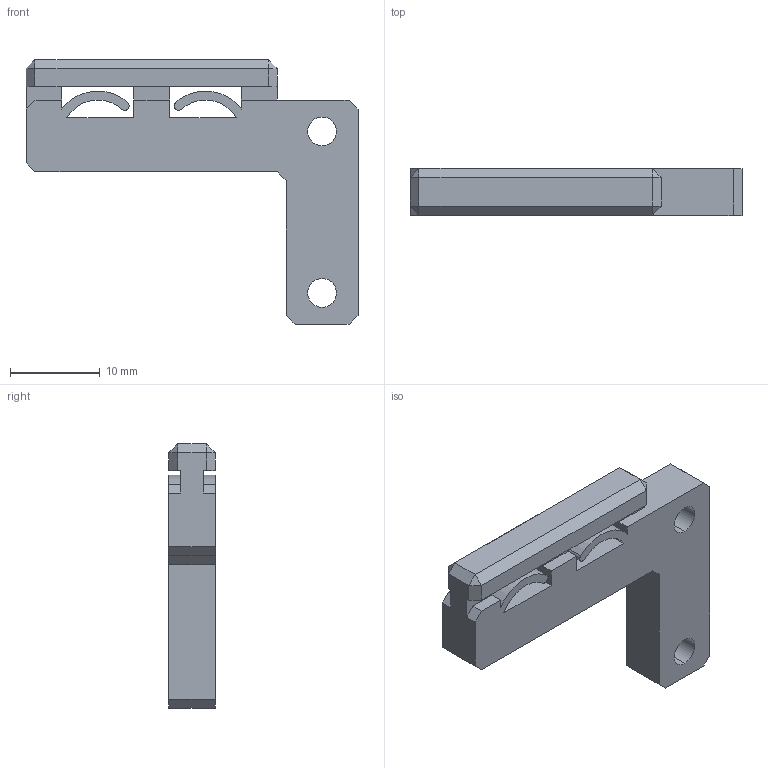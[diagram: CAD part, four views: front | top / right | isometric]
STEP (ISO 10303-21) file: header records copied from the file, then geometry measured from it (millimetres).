
FILE_DESCRIPTION (( 'STEP AP214' ), '1' );
FILE_NAME ('Friction_motor.STEP', '2014-07-25T16:48:44', ( 'Cesar' ), ( '' ), 'SwSTEP 2.0', 'SolidWorks 2013', '' );
FILE_SCHEMA (( 'AUTOMOTIVE_DESIGN' ));
Length unit declared in the file: millimetre
Products named in the file (1): Friction_motor
Bounding box: 37 x 5.2 x 29.5 mm (x, y, z)
Volume: 2428.6 mm3; surface area: 2217.3 mm2
Topology: 1 solids, 1 shells, 74 faces, 207 edges, 134 vertices
Faces by surface type: plane 62, cylinder 12
Entity records: 2389 total; most frequent: CARTESIAN_POINT 416, ORIENTED_EDGE 414, DIRECTION 381, EDGE_CURVE 207, VECTOR 183, LINE 183, VERTEX_POINT 134, AXIS2_PLACEMENT_3D 99
